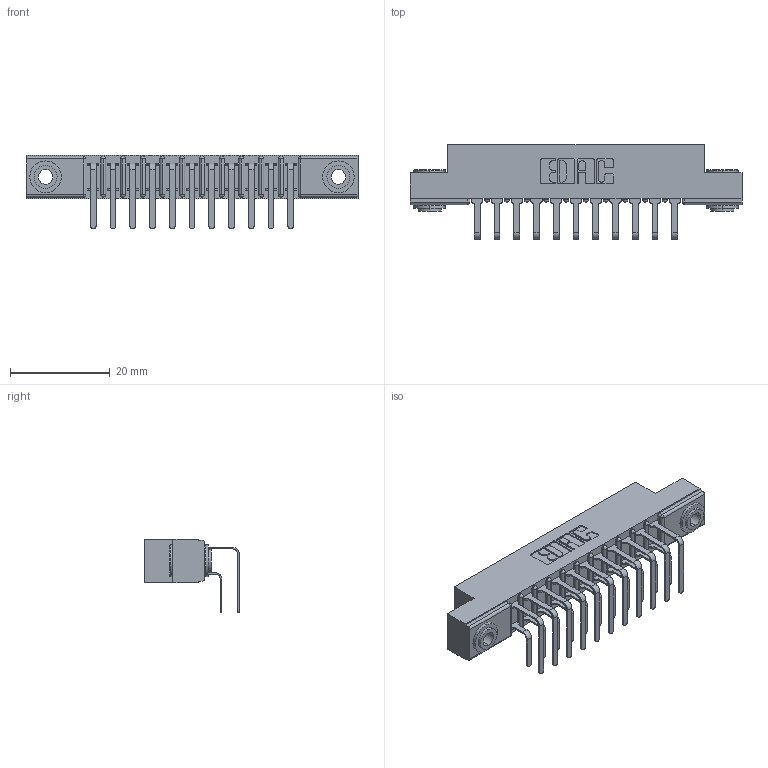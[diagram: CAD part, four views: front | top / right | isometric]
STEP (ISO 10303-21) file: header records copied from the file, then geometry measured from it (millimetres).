
FILE_DESCRIPTION (( 'STEP AP203' ), '1' );
FILE_NAME ('307-011-458-103.STEP', '2020-09-25T09:37:12', ( '' ), ( '' ), 'SwSTEP 2.0', 'SolidWorks 2020', '' );
FILE_SCHEMA (( 'CONFIG_CONTROL_DESIGN' ));
Length unit declared in the file: inch
Products named in the file (5): 307-011-458-103; 345-250-002_345-250-002-102; 307 Part_.156 Dia Mounting Holes; 307-290-001_558 559 - 1 (Single); 307-290-001_558 - 2 (Single)
Assembly tree (25 placements, depth 2):
  307-011-458-103
    307 Part_.156 Dia Mounting Holes
    307-290-001_558 559 - 1 (Single)  x11
    307-290-001_558 - 2 (Single)  x11
    345-250-002_345-250-002-102  x2
Bounding box: 66.6 x 18.96 x 14.81 mm (x, y, z)
Volume: 4456.3 mm3; surface area: 8093.7 mm2
Topology: 25 solids, 25 shells, 1282 faces, 3559 edges, 2306 vertices
Faces by surface type: plane 820, cylinder 430, sphere 24, cone 8
Entity records: 16116 total; most frequent: CARTESIAN_POINT 2630, DIRECTION 2603, ORIENTED_EDGE 2594, EDGE_CURVE 1297, LINE 973, VECTOR 973, VERTEX_POINT 842, AXIS2_PLACEMENT_3D 815
